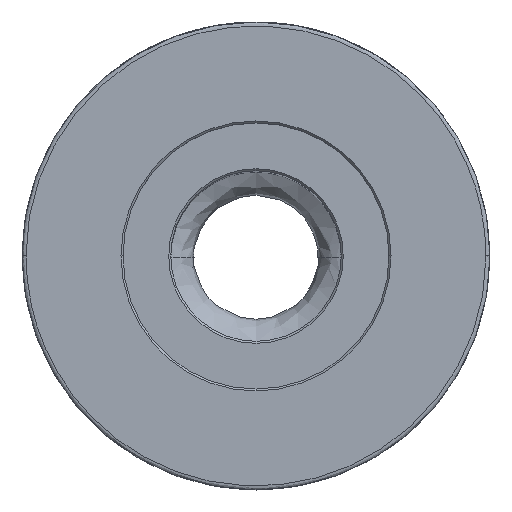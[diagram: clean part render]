
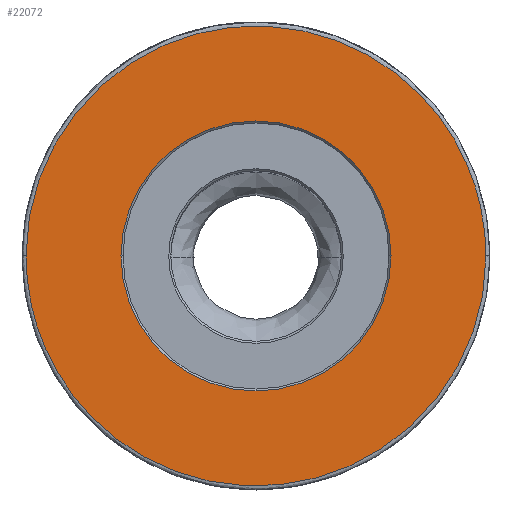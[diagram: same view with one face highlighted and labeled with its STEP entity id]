
A CAD part, top view. The second image highlights one B-rep face of the part: STEP entity #22072.
In plain terms, the highlighted planar face has unit normal (0, 0, 1).
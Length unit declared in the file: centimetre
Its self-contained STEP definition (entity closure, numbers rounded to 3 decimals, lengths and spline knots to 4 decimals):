
#1509 = AXIS2_PLACEMENT_3D ( 'NONE', #8894, #8895, #8896 ) ;
#6268 = AXIS2_PLACEMENT_3D ( 'NONE', #15576, #15577, #15578 ) ;
#6277 = AXIS2_PLACEMENT_3D ( 'NONE', #24138, #24144, #24145 ) ;
#8894 = CARTESIAN_POINT ( 'NONE',  ( 0., 0., 0. ) ) ;
#8895 = DIRECTION ( 'NONE',  ( 0., 0., -1. ) ) ;
#8896 = DIRECTION ( 'NONE',  ( 1., 0., 0. ) ) ;
#14852 = CARTESIAN_POINT ( 'NONE',  ( -0.8649, 0., 0. ) ) ;
#14882 = CARTESIAN_POINT ( 'NONE',  ( 0.8649, 0., 0. ) ) ;
#14914 = CARTESIAN_POINT ( 'NONE',  ( -1.4732, 0., 0. ) ) ;
#15262 = CARTESIAN_POINT ( 'NONE',  ( 1.4732, 0., 0. ) ) ;
#15576 = CARTESIAN_POINT ( 'NONE',  ( 0., 0., 0. ) ) ;
#15577 = DIRECTION ( 'NONE',  ( 0., 0., -1. ) ) ;
#15578 = DIRECTION ( 'NONE',  ( 1., 0., 0. ) ) ;
#17890 = CARTESIAN_POINT ( 'NONE',  ( 1.4732, 0., 0. ) ) ;
#17892 = CARTESIAN_POINT ( 'NONE',  ( 1.4732, -2.9464, 0. ) ) ;
#17901 = CARTESIAN_POINT ( 'NONE',  ( -1.4732, -2.9464, 0. ) ) ;
#17903 = CARTESIAN_POINT ( 'NONE',  ( -1.4732, 0., 0. ) ) ;
#18239 = CARTESIAN_POINT ( 'NONE',  ( -1.4732, 2.9464, 0. ) ) ;
#18241 = CARTESIAN_POINT ( 'NONE',  ( -1.4732, 0., 0. ) ) ;
#18257 = CARTESIAN_POINT ( 'NONE',  ( 1.4732, 2.9464, 0. ) ) ;
#18259 = CARTESIAN_POINT ( 'NONE',  ( 1.4732, 0., 0. ) ) ;
#22072 = ADVANCED_FACE ( 'NONE', ( #32063, #31838 ), #24139, .T. ) ;
#22391 =( BOUNDED_CURVE ( )  B_SPLINE_CURVE ( 3, ( #17890, #17892, #17901, #17903 ),
 .UNSPECIFIED., .F., .T. ) 
 B_SPLINE_CURVE_WITH_KNOTS ( ( 4, 4 ),
 ( 0., 0.5 ),
 .UNSPECIFIED. ) 
 CURVE ( )  GEOMETRIC_REPRESENTATION_ITEM ( )  RATIONAL_B_SPLINE_CURVE ( ( 1., 0.333, 0.333, 1. ) ) 
 REPRESENTATION_ITEM ( '' )  );
#22400 =( BOUNDED_CURVE ( )  B_SPLINE_CURVE ( 3, ( #18241, #18239, #18257, #18259 ),
 .UNSPECIFIED., .F., .F. ) 
 B_SPLINE_CURVE_WITH_KNOTS ( ( 4, 4 ),
 ( 0.5, 1. ),
 .UNSPECIFIED. ) 
 CURVE ( )  GEOMETRIC_REPRESENTATION_ITEM ( )  RATIONAL_B_SPLINE_CURVE ( ( 1., 0.333, 0.333, 1. ) ) 
 REPRESENTATION_ITEM ( '' )  );
#24138 = CARTESIAN_POINT ( 'NONE',  ( 0.8522, 0., 0. ) ) ;
#24139 = PLANE ( 'NONE',  #6277 ) ;
#24144 = DIRECTION ( 'NONE',  ( 0., 0., 1. ) ) ;
#24145 = DIRECTION ( 'NONE',  ( 1., 0., 0. ) ) ;
#25692 = VERTEX_POINT ( 'NONE', #14852 ) ;
#25864 = VERTEX_POINT ( 'NONE', #14882 ) ;
#25956 = EDGE_LOOP ( 'NONE', ( #29094, #29425 ) ) ;
#28854 = EDGE_LOOP ( 'NONE', ( #29567, #30143 ) ) ;
#29094 = ORIENTED_EDGE ( 'NONE', *, *, #33184, .F. ) ;
#29425 = ORIENTED_EDGE ( 'NONE', *, *, #33227, .F. ) ;
#29567 = ORIENTED_EDGE ( 'NONE', *, *, #32987, .T. ) ;
#30143 = ORIENTED_EDGE ( 'NONE', *, *, #33370, .T. ) ;
#30166 = VERTEX_POINT ( 'NONE', #14914 ) ;
#30891 = VERTEX_POINT ( 'NONE', #15262 ) ;
#31745 = CIRCLE ( 'NONE', #1509, 0.8649 ) ;
#31838 = FACE_BOUND ( 'NONE', #28854, .T. ) ;
#31983 = CIRCLE ( 'NONE', #6268, 0.8649 ) ;
#32063 = FACE_OUTER_BOUND ( 'NONE', #25956, .T. ) ;
#32987 = EDGE_CURVE ( 'NONE', #25864, #25692, #31983, .T. ) ;
#33184 = EDGE_CURVE ( 'NONE', #30891, #30166, #22391, .T. ) ;
#33227 = EDGE_CURVE ( 'NONE', #30166, #30891, #22400, .T. ) ;
#33370 = EDGE_CURVE ( 'NONE', #25692, #25864, #31745, .T. ) ;
